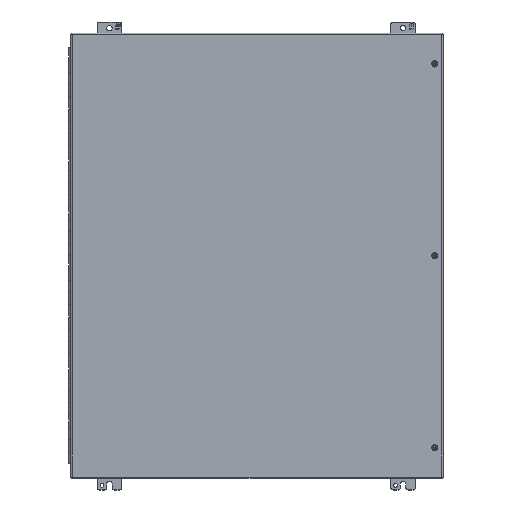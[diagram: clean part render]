
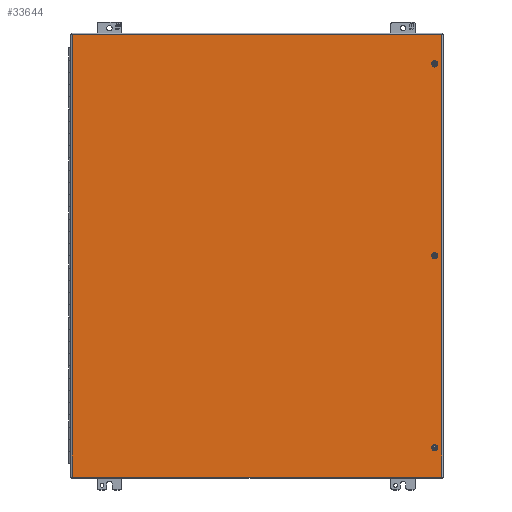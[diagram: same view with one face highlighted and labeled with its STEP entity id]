
A CAD part, top view. The second image highlights one B-rep face of the part: STEP entity #33644.
In plain terms, the highlighted planar face has unit normal (0, 0, 1).
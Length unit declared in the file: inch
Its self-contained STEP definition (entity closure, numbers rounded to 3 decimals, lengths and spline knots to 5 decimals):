
#650 = AXIS2_PLACEMENT_3D ( 'NONE', #6617, #21578, #6365 ) ;
#784 = ORIENTED_EDGE ( 'NONE', *, *, #6666, .T. ) ;
#785 = LINE ( 'NONE', #14057, #21610 ) ;
#1099 = EDGE_CURVE ( 'NONE', #18746, #9675, #4788, .T. ) ;
#1196 = CIRCLE ( 'NONE', #2908, 0.133 ) ;
#1425 = CARTESIAN_POINT ( 'NONE',  ( -15.05202, 18.0795, 9.172 ) ) ;
#1869 = CIRCLE ( 'NONE', #29694, 0.133 ) ;
#1957 = CARTESIAN_POINT ( 'NONE',  ( 14.58998, -15.6865, 9.172 ) ) ;
#1980 = CARTESIAN_POINT ( 'NONE',  ( 15.16998, -18.0795, 9.172 ) ) ;
#2345 = DIRECTION ( 'NONE',  ( 0., -1., 0. ) ) ;
#2434 = DIRECTION ( 'NONE',  ( 0., 0., -1. ) ) ;
#2457 = CARTESIAN_POINT ( 'NONE',  ( 14.58998, 15.8195, 9.172 ) ) ;
#2908 = AXIS2_PLACEMENT_3D ( 'NONE', #35626, #2434, #35885 ) ;
#4102 = CARTESIAN_POINT ( 'NONE',  ( 14.58998, 15.6865, 9.172 ) ) ;
#4788 = CIRCLE ( 'NONE', #19177, 0.133 ) ;
#5179 = EDGE_CURVE ( 'NONE', #13332, #14028, #785, .T. ) ;
#5216 = ORIENTED_EDGE ( 'NONE', *, *, #15504, .T. ) ;
#6024 = CIRCLE ( 'NONE', #12239, 0.133 ) ;
#6063 = EDGE_CURVE ( 'NONE', #16352, #13716, #6393, .T. ) ;
#6365 = DIRECTION ( 'NONE',  ( 0., -1., 0. ) ) ;
#6393 = CIRCLE ( 'NONE', #10189, 0.133 ) ;
#6617 = CARTESIAN_POINT ( 'NONE',  ( 14.58998, 0., 9.172 ) ) ;
#6666 = EDGE_CURVE ( 'NONE', #14028, #9018, #35229, .T. ) ;
#7502 = DIRECTION ( 'NONE',  ( -1., 0., 0. ) ) ;
#8771 = DIRECTION ( 'NONE',  ( 0., 0., -1. ) ) ;
#9018 = VERTEX_POINT ( 'NONE', #16474 ) ;
#9528 = CARTESIAN_POINT ( 'NONE',  ( 14.58998, 0.133, 9.172 ) ) ;
#9675 = VERTEX_POINT ( 'NONE', #31750 ) ;
#10189 = AXIS2_PLACEMENT_3D ( 'NONE', #10245, #22674, #31790 ) ;
#10245 = CARTESIAN_POINT ( 'NONE',  ( 14.58998, 0., 9.172 ) ) ;
#10343 = CIRCLE ( 'NONE', #650, 0.133 ) ;
#11160 = DIRECTION ( 'NONE',  ( 0., -1., 0. ) ) ;
#11204 = CARTESIAN_POINT ( 'NONE',  ( -15.05202, 18.0795, 9.172 ) ) ;
#12239 = AXIS2_PLACEMENT_3D ( 'NONE', #32961, #8771, #20932 ) ;
#12392 = CARTESIAN_POINT ( 'NONE',  ( -15.05202, -18.0795, 9.172 ) ) ;
#12446 = VECTOR ( 'NONE', #16242, 39.37008 ) ;
#13332 = VERTEX_POINT ( 'NONE', #25185 ) ;
#13505 = EDGE_LOOP ( 'NONE', ( #784, #28322, #16073, #18637 ) ) ;
#13716 = VERTEX_POINT ( 'NONE', #9528 ) ;
#14028 = VERTEX_POINT ( 'NONE', #1980 ) ;
#14057 = CARTESIAN_POINT ( 'NONE',  ( -15.05202, -18.0795, 9.172 ) ) ;
#14079 = CARTESIAN_POINT ( 'NONE',  ( -15.05202, -18.0795, 9.172 ) ) ;
#15504 = EDGE_CURVE ( 'NONE', #15684, #16741, #1869, .T. ) ;
#15684 = VERTEX_POINT ( 'NONE', #29221 ) ;
#16073 = ORIENTED_EDGE ( 'NONE', *, *, #21391, .T. ) ;
#16242 = DIRECTION ( 'NONE',  ( 0., 1., 0. ) ) ;
#16352 = VERTEX_POINT ( 'NONE', #22179 ) ;
#16474 = CARTESIAN_POINT ( 'NONE',  ( 15.16998, 18.0795, 9.172 ) ) ;
#16741 = VERTEX_POINT ( 'NONE', #2457 ) ;
#18637 = ORIENTED_EDGE ( 'NONE', *, *, #5179, .T. ) ;
#18746 = VERTEX_POINT ( 'NONE', #20078 ) ;
#19177 = AXIS2_PLACEMENT_3D ( 'NONE', #1957, #38319, #2345 ) ;
#20078 = CARTESIAN_POINT ( 'NONE',  ( 14.58998, -15.5535, 9.172 ) ) ;
#20932 = DIRECTION ( 'NONE',  ( 0., -1., 0. ) ) ;
#21022 = EDGE_CURVE ( 'NONE', #13716, #16352, #10343, .T. ) ;
#21143 = FACE_BOUND ( 'NONE', #39216, .T. ) ;
#21391 = EDGE_CURVE ( 'NONE', #22889, #13332, #35891, .T. ) ;
#21578 = DIRECTION ( 'NONE',  ( 0., 0., -1. ) ) ;
#21610 = VECTOR ( 'NONE', #28884, 39.37008 ) ;
#22179 = CARTESIAN_POINT ( 'NONE',  ( 14.58998, -0.133, 9.172 ) ) ;
#22226 = DIRECTION ( 'NONE',  ( 0., -1., 0. ) ) ;
#22397 = ORIENTED_EDGE ( 'NONE', *, *, #21022, .T. ) ;
#22674 = DIRECTION ( 'NONE',  ( 0., 0., -1. ) ) ;
#22889 = VERTEX_POINT ( 'NONE', #11204 ) ;
#23334 = ORIENTED_EDGE ( 'NONE', *, *, #6063, .T. ) ;
#23473 = PLANE ( 'NONE',  #33465 ) ;
#24557 = ORIENTED_EDGE ( 'NONE', *, *, #37101, .T. ) ;
#25185 = CARTESIAN_POINT ( 'NONE',  ( -15.05202, -18.0795, 9.172 ) ) ;
#25214 = ORIENTED_EDGE ( 'NONE', *, *, #1099, .T. ) ;
#27343 = ORIENTED_EDGE ( 'NONE', *, *, #38776, .T. ) ;
#28322 = ORIENTED_EDGE ( 'NONE', *, *, #35235, .T. ) ;
#28585 = DIRECTION ( 'NONE',  ( 0., 0., -1. ) ) ;
#28884 = DIRECTION ( 'NONE',  ( 1., 0., 0. ) ) ;
#29183 = FACE_BOUND ( 'NONE', #36461, .T. ) ;
#29221 = CARTESIAN_POINT ( 'NONE',  ( 14.58998, 15.5535, 9.172 ) ) ;
#29694 = AXIS2_PLACEMENT_3D ( 'NONE', #4102, #28585, #22226 ) ;
#30189 = VECTOR ( 'NONE', #36355, 39.37008 ) ;
#31750 = CARTESIAN_POINT ( 'NONE',  ( 14.58998, -15.8195, 9.172 ) ) ;
#31790 = DIRECTION ( 'NONE',  ( 0., -1., 0. ) ) ;
#32077 = DIRECTION ( 'NONE',  ( 0., 0., 1. ) ) ;
#32961 = CARTESIAN_POINT ( 'NONE',  ( 14.58998, 15.6865, 9.172 ) ) ;
#33190 = LINE ( 'NONE', #1425, #34154 ) ;
#33465 = AXIS2_PLACEMENT_3D ( 'NONE', #14079, #32077, #11160 ) ;
#33644 = ADVANCED_FACE ( 'NONE', ( #37237, #29183, #35337, #21143 ), #23473, .T. ) ;
#34154 = VECTOR ( 'NONE', #7502, 39.37008 ) ;
#34367 = CARTESIAN_POINT ( 'NONE',  ( 15.16998, -18.0795, 9.172 ) ) ;
#35229 = LINE ( 'NONE', #34367, #12446 ) ;
#35235 = EDGE_CURVE ( 'NONE', #9018, #22889, #33190, .T. ) ;
#35337 = FACE_BOUND ( 'NONE', #35588, .T. ) ;
#35588 = EDGE_LOOP ( 'NONE', ( #27343, #25214 ) ) ;
#35626 = CARTESIAN_POINT ( 'NONE',  ( 14.58998, -15.6865, 9.172 ) ) ;
#35885 = DIRECTION ( 'NONE',  ( 0., -1., 0. ) ) ;
#35891 = LINE ( 'NONE', #12392, #30189 ) ;
#36355 = DIRECTION ( 'NONE',  ( 0., -1., 0. ) ) ;
#36461 = EDGE_LOOP ( 'NONE', ( #5216, #24557 ) ) ;
#37101 = EDGE_CURVE ( 'NONE', #16741, #15684, #6024, .T. ) ;
#37237 = FACE_OUTER_BOUND ( 'NONE', #13505, .T. ) ;
#38319 = DIRECTION ( 'NONE',  ( 0., 0., -1. ) ) ;
#38776 = EDGE_CURVE ( 'NONE', #9675, #18746, #1196, .T. ) ;
#39216 = EDGE_LOOP ( 'NONE', ( #23334, #22397 ) ) ;
